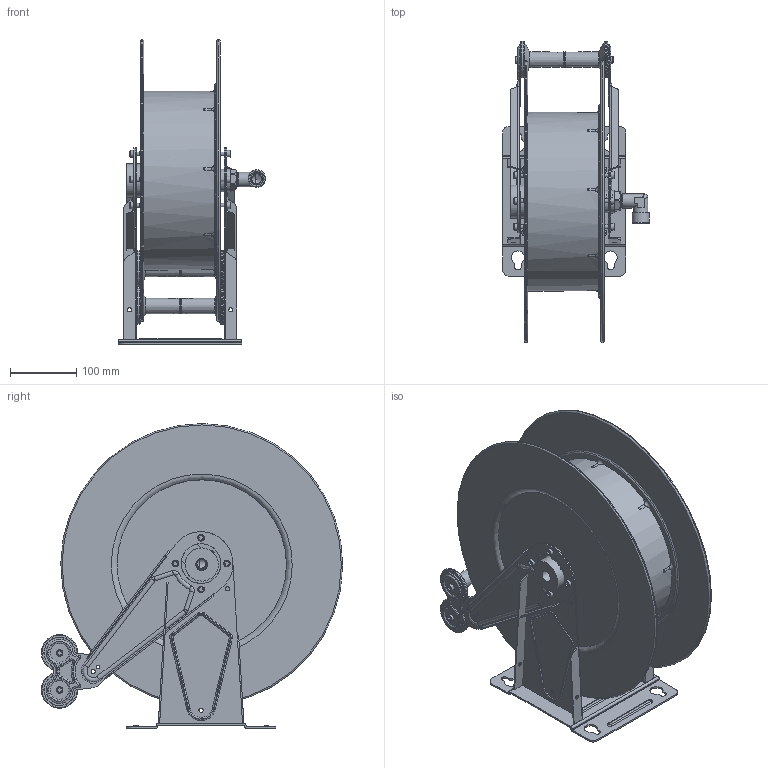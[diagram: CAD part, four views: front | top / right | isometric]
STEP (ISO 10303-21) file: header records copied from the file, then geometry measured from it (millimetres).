
FILE_DESCRIPTION(/* description */ ('Unknown'),/* implementation_level */ '2;1');
FILE_NAME(/* name */ '9434.300_ingombri',/* time_stamp */ '2017-11-08T15:54:16+01:00',/* author */ ('Unknown'),/* organization */ ('Unknown'),/* preprocessor_version */ 'ST-DEVELOPER v16.7',/* originating_system */ 'DEX',/* authorisation */ $);
FILE_SCHEMA (('AUTOMOTIVE_DESIGN {1 0 10303 214 3 1 1}'));
Length unit declared in the file: millimetre
Products named in the file (22): 9434.300_ingombri; KC379_ING; KC379; F580; F582; F709; TAMBURO-ABS_INGOMBRI; I205_ING; BRACCI+PORTARULLI 430ABS_ING; PORTA RULLI [B701+F584+I214]; F584; M131; B701; I214; BRACCIO ORIENTABILE [F588+M107]; F588; M107; BRACCIO ORIENTABILE [F590+M107]; F590; KW262_ING; B362; S517
Assembly tree (36 placements, depth 4):
  9434.300_ingombri
    KC379_ING
      KC379
        F580
        F582
        F709
    TAMBURO-ABS_INGOMBRI
      I205_ING
    BRACCI+PORTARULLI 430ABS_ING
      PORTA RULLI [B701+F584+I214]
        F584  x2
        M131  x4
        B701  x2
        I214  x4
      BRACCIO ORIENTABILE [F588+M107]
        F588
        M107  x4
      BRACCIO ORIENTABILE [F590+M107]
        F590
        M107  x4
    KW262_ING
      B362
      S517
Bounding box: 221.4 x 454.34 x 459.54 mm (x, y, z)
Volume: 7714496.4 mm3; surface area: 1014156.5 mm2
Topology: 28 solids, 28 shells, 1172 faces, 2864 edges, 1833 vertices
Faces by surface type: plane 406, cylinder 316, torus 277, cone 133, bspline 40
Full cylindrical faces by diameter (mm): 3 x8, 3.5 x8, 5 x8, 5.2 x2, 6 x12, 6.1 x4, 6.3 x2, 6.4 x18, 6.5 x10, 10 x12, 11 x1, 12 x2, 14 x1, 14.95 x1, 15 x1, 17.2 x2, 18 x2, 18.531 x1, 20.35 x1, 21.5 x2, 23.5 x1, 26 x1, 26.75 x1, 28 x1, 30 x1, 34 x1, 50 x1, 60 x2, 252.983 x1, 270 x1
Entity records: 29048 total; most frequent: CARTESIAN_POINT 8243, DIRECTION 4323, ORIENTED_EDGE 3674, EDGE_CURVE 1837, AXIS2_PLACEMENT_3D 1803, VERTEX_POINT 1232, FACE_BOUND 1153, EDGE_LOOP 1150
